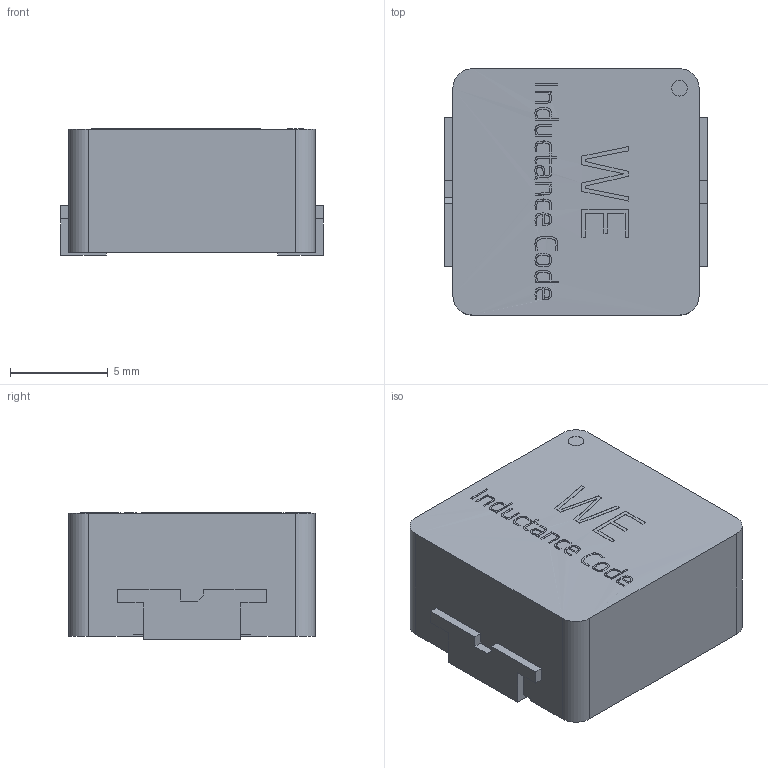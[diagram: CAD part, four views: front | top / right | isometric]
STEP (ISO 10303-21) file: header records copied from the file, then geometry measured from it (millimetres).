
FILE_DESCRIPTION(/* description */ ('Unknown'),/* implementation_level */ '2;1');
FILE_NAME(/* name */ 'L_Wurth_WE-LHCA-1365',/* time_stamp */ '2025-05-19T17:51:09+08:00',/* author */ ('Unknown'),/* organization */ ('Unknown'),/* preprocessor_version */ 'ST-DEVELOPER v19.4',/* originating_system */ 'Solid Edge',/* authorisation */ 'Unknown');
FILE_SCHEMA (('AUTOMOTIVE_DESIGN {1 0 10303 214 3 1 1}'));
Length unit declared in the file: millimetre
Products named in the file (2): L_Wurth_WE-LHCA-1365
Assembly tree (1 placements, depth 2):
  L_Wurth_WE-LHCA-1365
    L_Wurth_WE-LHCA-1365
Bounding box: 13.45 x 12.6 x 6.46 mm (x, y, z)
Volume: 1008.4 mm3; surface area: 649.5 mm2
Topology: 1 solids, 1 shells, 190 faces, 502 edges, 337 vertices
Faces by surface type: plane 153, bspline 28, cylinder 8, sphere 1
Full cylindrical faces by diameter (mm): 0.8 x1
Entity records: 7987 total; most frequent: CARTESIAN_POINT 2488, ORIENTED_EDGE 998, DIRECTION 577, EDGE_CURVE 499, VERTEX_POINT 337, B_SPLINE_CURVE_WITH_KNOTS 260, LINE 229, VECTOR 229
